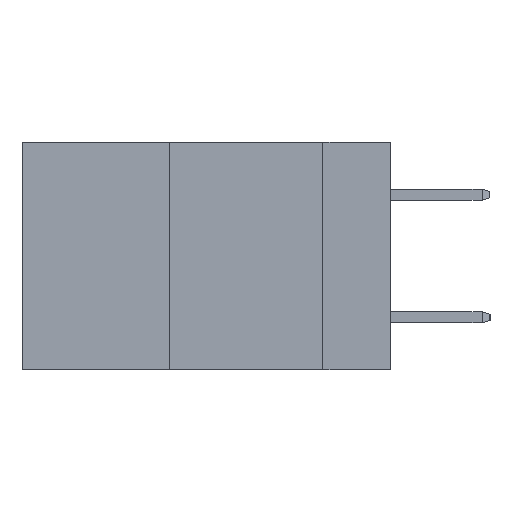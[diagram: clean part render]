
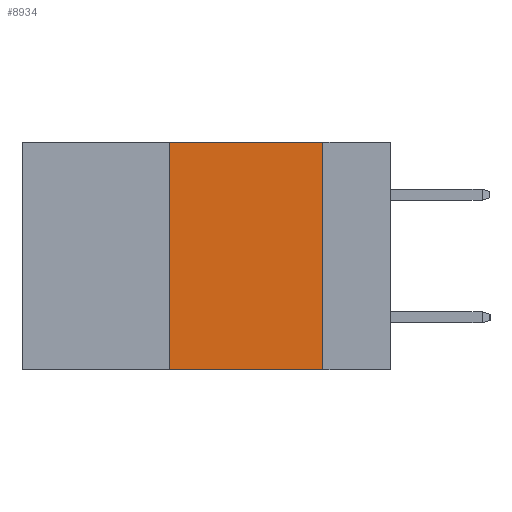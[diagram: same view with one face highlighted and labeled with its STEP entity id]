
A CAD part, left-side view. The second image highlights one B-rep face of the part: STEP entity #8934.
In plain terms, the highlighted planar face has unit normal (-1, 0, 0).
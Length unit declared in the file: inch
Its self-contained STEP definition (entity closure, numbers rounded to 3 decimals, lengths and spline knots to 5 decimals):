
#1014 = FACE_OUTER_BOUND ( 'NONE', #1498, .T. ) ;
#1189 = LINE ( 'NONE', #5201, #4139 ) ;
#1342 = CARTESIAN_POINT ( 'NONE',  ( 0., 0.36, -0.37 ) ) ;
#1498 = EDGE_LOOP ( 'NONE', ( #3131, #4206, #8834, #2730 ) ) ;
#1638 = DIRECTION ( 'NONE',  ( 0., 0., -1. ) ) ;
#2730 = ORIENTED_EDGE ( 'NONE', *, *, #8925, .T. ) ;
#2908 = DIRECTION ( 'NONE',  ( 0., 0., -1. ) ) ;
#2986 = LINE ( 'NONE', #5462, #4094 ) ;
#3131 = ORIENTED_EDGE ( 'NONE', *, *, #13322, .F. ) ;
#3235 = VERTEX_POINT ( 'NONE', #12795 ) ;
#3806 = CARTESIAN_POINT ( 'NONE',  ( 0., 0.6, 0. ) ) ;
#4094 = VECTOR ( 'NONE', #12769, 39.37008 ) ;
#4139 = VECTOR ( 'NONE', #13646, 39.37008 ) ;
#4206 = ORIENTED_EDGE ( 'NONE', *, *, #5076, .F. ) ;
#5076 = EDGE_CURVE ( 'NONE', #3235, #13381, #1189, .T. ) ;
#5201 = CARTESIAN_POINT ( 'NONE',  ( 0., 0.6, 0. ) ) ;
#5462 = CARTESIAN_POINT ( 'NONE',  ( 0., 0.36, 0. ) ) ;
#6106 = EDGE_CURVE ( 'NONE', #11372, #3235, #2986, .T. ) ;
#6731 = DIRECTION ( 'NONE',  ( 0., -1., 0. ) ) ;
#8781 = CARTESIAN_POINT ( 'NONE',  ( 0., 0.6, -0.37 ) ) ;
#8834 = ORIENTED_EDGE ( 'NONE', *, *, #6106, .F. ) ;
#8925 = EDGE_CURVE ( 'NONE', #11372, #9624, #13539, .T. ) ;
#8934 = ADVANCED_FACE ( 'NONE', ( #1014 ), #11242, .F. ) ;
#9077 = VECTOR ( 'NONE', #6731, 39.37008 ) ;
#9123 = VECTOR ( 'NONE', #1638, 39.37008 ) ;
#9181 = CARTESIAN_POINT ( 'NONE',  ( 0., 0.11, 0. ) ) ;
#9537 = AXIS2_PLACEMENT_3D ( 'NONE', #3806, #10135, #2908 ) ;
#9624 = VERTEX_POINT ( 'NONE', #13446 ) ;
#10135 = DIRECTION ( 'NONE',  ( 1., 0., 0. ) ) ;
#11242 = PLANE ( 'NONE',  #9537 ) ;
#11372 = VERTEX_POINT ( 'NONE', #1342 ) ;
#11571 = LINE ( 'NONE', #13212, #9123 ) ;
#12769 = DIRECTION ( 'NONE',  ( 0., 0., 1. ) ) ;
#12795 = CARTESIAN_POINT ( 'NONE',  ( 0., 0.36, 0. ) ) ;
#13212 = CARTESIAN_POINT ( 'NONE',  ( 0., 0.11, 0. ) ) ;
#13322 = EDGE_CURVE ( 'NONE', #13381, #9624, #11571, .T. ) ;
#13381 = VERTEX_POINT ( 'NONE', #9181 ) ;
#13446 = CARTESIAN_POINT ( 'NONE',  ( 0., 0.11, -0.37 ) ) ;
#13539 = LINE ( 'NONE', #8781, #9077 ) ;
#13646 = DIRECTION ( 'NONE',  ( 0., -1., 0. ) ) ;
